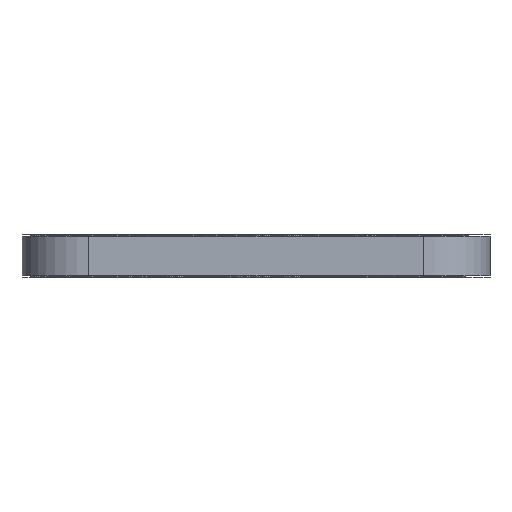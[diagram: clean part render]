
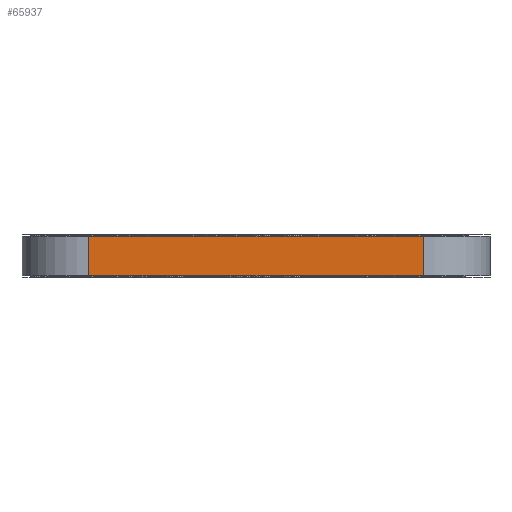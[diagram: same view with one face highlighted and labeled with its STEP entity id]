
A CAD part, left-side view. The second image highlights one B-rep face of the part: STEP entity #65937.
In plain terms, the highlighted planar face has unit normal (-1, 0, 0).
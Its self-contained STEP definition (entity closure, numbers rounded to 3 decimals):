
#65190 = VERTEX_POINT('',#65191);
#65191 = CARTESIAN_POINT('',(135.801,-98.654,0.));
#65198 = EDGE_CURVE('',#65199,#65190,#65201,.T.);
#65199 = VERTEX_POINT('',#65200);
#65200 = CARTESIAN_POINT('',(135.801,-111.354,0.));
#65201 = LINE('',#65202,#65203);
#65202 = CARTESIAN_POINT('',(135.801,-111.354,0.));
#65203 = VECTOR('',#65204,1.);
#65204 = DIRECTION('',(0.,1.,0.));
#65550 = VERTEX_POINT('',#65551);
#65551 = CARTESIAN_POINT('',(135.801,-98.654,1.51));
#65558 = EDGE_CURVE('',#65559,#65550,#65561,.T.);
#65559 = VERTEX_POINT('',#65560);
#65560 = CARTESIAN_POINT('',(135.801,-111.354,1.51));
#65561 = LINE('',#65562,#65563);
#65562 = CARTESIAN_POINT('',(135.801,-111.354,1.51));
#65563 = VECTOR('',#65564,1.);
#65564 = DIRECTION('',(0.,1.,0.));
#65907 = EDGE_CURVE('',#65190,#65550,#65908,.T.);
#65908 = LINE('',#65909,#65910);
#65909 = CARTESIAN_POINT('',(135.801,-98.654,0.));
#65910 = VECTOR('',#65911,1.);
#65911 = DIRECTION('',(0.,0.,1.));
#65937 = ADVANCED_FACE('',(#65938),#65949,.T.);
#65938 = FACE_BOUND('',#65939,.T.);
#65939 = EDGE_LOOP('',(#65940,#65946,#65947,#65948));
#65940 = ORIENTED_EDGE('',*,*,#65941,.T.);
#65941 = EDGE_CURVE('',#65199,#65559,#65942,.T.);
#65942 = LINE('',#65943,#65944);
#65943 = CARTESIAN_POINT('',(135.801,-111.354,0.));
#65944 = VECTOR('',#65945,1.);
#65945 = DIRECTION('',(0.,0.,1.));
#65946 = ORIENTED_EDGE('',*,*,#65558,.T.);
#65947 = ORIENTED_EDGE('',*,*,#65907,.F.);
#65948 = ORIENTED_EDGE('',*,*,#65198,.F.);
#65949 = PLANE('',#65950);
#65950 = AXIS2_PLACEMENT_3D('',#65951,#65952,#65953);
#65951 = CARTESIAN_POINT('',(135.801,-111.354,0.));
#65952 = DIRECTION('',(-1.,0.,0.));
#65953 = DIRECTION('',(0.,1.,0.));
